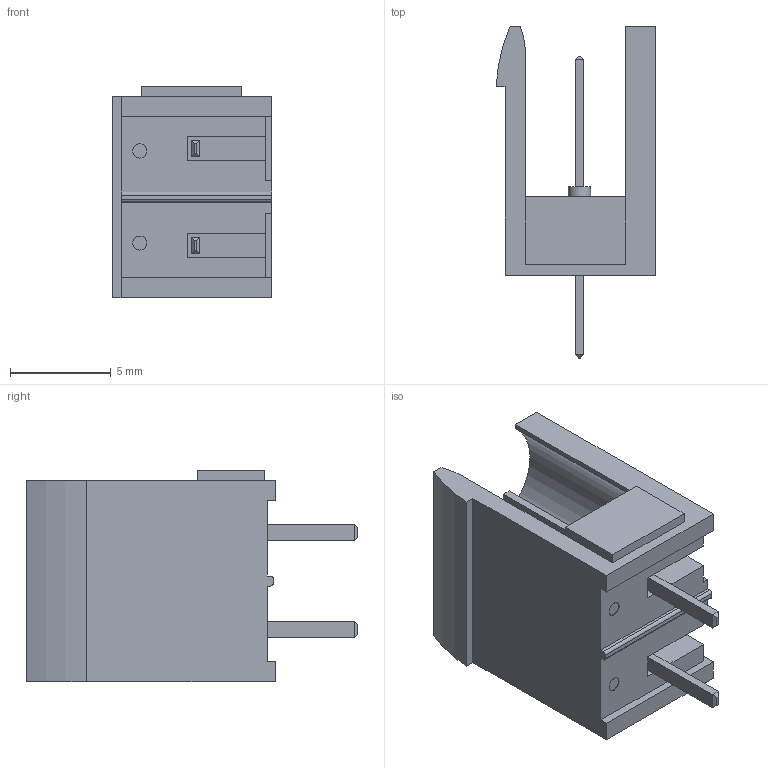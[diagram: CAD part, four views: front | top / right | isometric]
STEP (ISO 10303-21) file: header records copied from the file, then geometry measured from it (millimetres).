
FILE_DESCRIPTION (( 'STEP AP214' ), '1' );
FILE_NAME ('59878346-E706-4B07-BAC7-0362D3CE0539.STEP', '2024-05-28T12:43:38', ( '' ), ( '' ), 'SwSTEP 2.0', 'SolidWorks 2022', '' );
FILE_SCHEMA (( 'AUTOMOTIVE_DESIGN' ));
Length unit declared in the file: millimetre
Products named in the file (1): 59878346-E706-4B07-BAC7-0362D3CE0539
Bounding box: 7.94 x 16.5 x 10.5 mm (x, y, z)
Volume: 389.8 mm3; surface area: 832.6 mm2
Topology: 1 solids, 1 shells, 117 faces, 301 edges, 192 vertices
Faces by surface type: plane 102, cylinder 15
Entity records: 4468 total; most frequent: CARTESIAN_POINT 611, ORIENTED_EDGE 602, DIRECTION 578, EDGE_CURVE 301, LINE 260, VECTOR 260, VERTEX_POINT 192, AXIS2_PLACEMENT_3D 159
